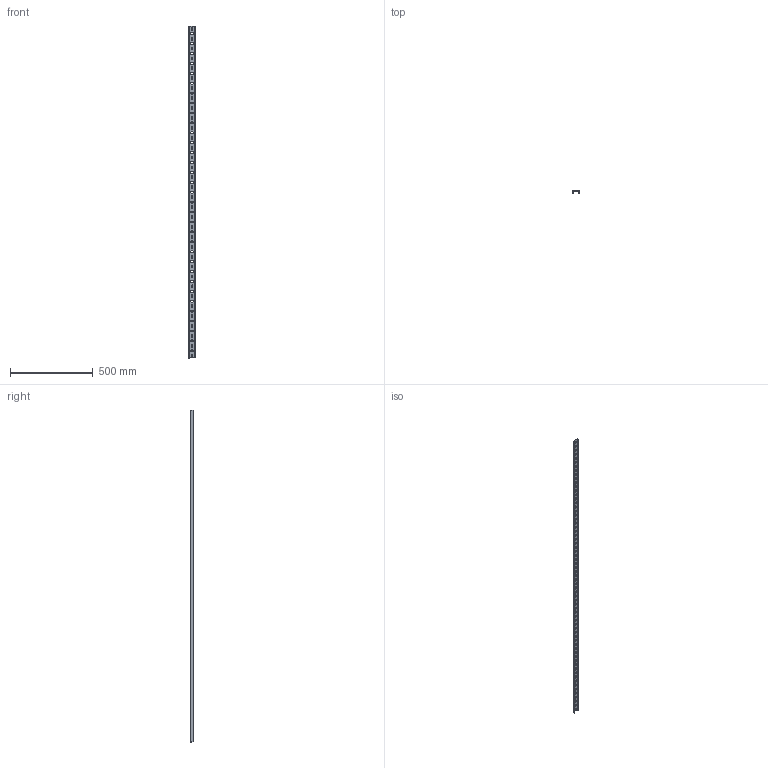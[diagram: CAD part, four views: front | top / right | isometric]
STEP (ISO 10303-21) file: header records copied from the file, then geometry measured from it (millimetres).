
FILE_DESCRIPTION(/* description */ (''),/* implementation_level */ '2;1');
FILE_NAME(/* name */ 'UPP2000.ipt.stp',/* time_stamp */ '2023-05-18T10:47:07+03:00',/* author */ ('Man88'),/* organization */ (''),/* preprocessor_version */ 'ST-DEVELOPER v19.2',/* originating_system */ 'Autodesk Inventor 2023',/* authorisation */ '');
FILE_SCHEMA (('AUTOMOTIVE_DESIGN { 1 0 10303 214 3 1 1 }'));
Length unit declared in the file: millimetre
Products named in the file (1): Универсальный поддерживающий 
профиль-1900
Bounding box: 37 x 12.52 x 2010 mm (x, y, z)
Volume: 161831.9 mm3; surface area: 226662 mm2
Topology: 1 solids, 1 shells, 286 faces, 852 edges, 568 vertices
Faces by surface type: plane 152, cylinder 134
Entity records: 10286 total; most frequent: CARTESIAN_POINT 1707, ORIENTED_EDGE 1704, DIRECTION 1694, EDGE_CURVE 852, LINE 584, VECTOR 584, VERTEX_POINT 568, AXIS2_PLACEMENT_3D 555
